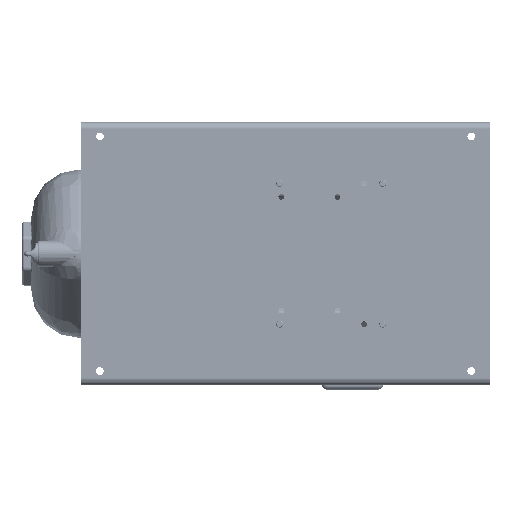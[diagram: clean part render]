
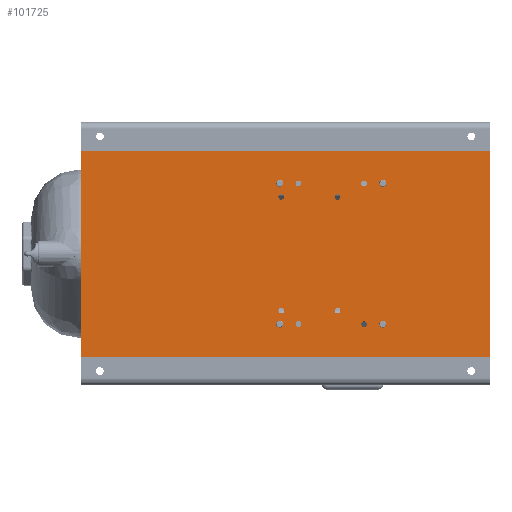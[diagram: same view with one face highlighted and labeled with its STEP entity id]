
A CAD part, front view. The second image highlights one B-rep face of the part: STEP entity #101725.
In plain terms, the highlighted planar face has unit normal (0, -1, 0).
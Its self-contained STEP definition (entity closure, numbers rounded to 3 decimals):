
#5115=FACE_BOUND('',#23298,.T.);
#5116=FACE_BOUND('',#23299,.T.);
#5117=FACE_BOUND('',#23300,.T.);
#5118=FACE_BOUND('',#23301,.T.);
#5119=FACE_BOUND('',#23302,.T.);
#5120=FACE_BOUND('',#23303,.T.);
#5121=FACE_BOUND('',#23304,.T.);
#5122=FACE_BOUND('',#23305,.T.);
#5123=FACE_BOUND('',#23306,.T.);
#5124=FACE_BOUND('',#23307,.T.);
#5125=FACE_BOUND('',#23308,.T.);
#5126=FACE_BOUND('',#23309,.T.);
#5127=FACE_BOUND('',#23310,.T.);
#5128=FACE_BOUND('',#23311,.T.);
#5129=FACE_BOUND('',#23312,.T.);
#5130=FACE_BOUND('',#23313,.T.);
#9383=CIRCLE('',#111553,0.205);
#9385=CIRCLE('',#111556,0.205);
#9389=CIRCLE('',#111562,0.205);
#9395=CIRCLE('',#111571,0.205);
#9490=CIRCLE('',#111734,0.154);
#9493=CIRCLE('',#111739,0.154);
#9496=CIRCLE('',#111744,0.154);
#9499=CIRCLE('',#111749,0.154);
#9502=CIRCLE('',#111754,0.154);
#9505=CIRCLE('',#111759,0.154);
#9508=CIRCLE('',#111764,0.154);
#9511=CIRCLE('',#111769,0.154);
#9514=CIRCLE('',#111774,0.154);
#9517=CIRCLE('',#111779,0.154);
#9520=CIRCLE('',#111784,0.154);
#9523=CIRCLE('',#111789,0.154);
#11690=PLANE('',#111821);
#17218=FACE_OUTER_BOUND('',#23297,.T.);
#23297=EDGE_LOOP('',(#94740,#94741,#94742,#94743));
#23298=EDGE_LOOP('',(#94744));
#23299=EDGE_LOOP('',(#94745));
#23300=EDGE_LOOP('',(#94746));
#23301=EDGE_LOOP('',(#94747));
#23302=EDGE_LOOP('',(#94748));
#23303=EDGE_LOOP('',(#94749));
#23304=EDGE_LOOP('',(#94750));
#23305=EDGE_LOOP('',(#94751));
#23306=EDGE_LOOP('',(#94752));
#23307=EDGE_LOOP('',(#94753));
#23308=EDGE_LOOP('',(#94754));
#23309=EDGE_LOOP('',(#94755));
#23310=EDGE_LOOP('',(#94756));
#23311=EDGE_LOOP('',(#94757));
#23312=EDGE_LOOP('',(#94758));
#23313=EDGE_LOOP('',(#94759));
#33014=LINE('',#240531,#39424);
#33038=LINE('',#240594,#39448);
#33039=LINE('',#240597,#39449);
#33040=LINE('',#240598,#39450);
#39424=VECTOR('',#136707,0.394);
#39448=VECTOR('',#136775,0.394);
#39449=VECTOR('',#136778,0.394);
#39450=VECTOR('',#136779,0.394);
#49140=VERTEX_POINT('',#239989);
#49142=VERTEX_POINT('',#239995);
#49146=VERTEX_POINT('',#240007);
#49152=VERTEX_POINT('',#240025);
#49263=VERTEX_POINT('',#240379);
#49266=VERTEX_POINT('',#240389);
#49269=VERTEX_POINT('',#240399);
#49272=VERTEX_POINT('',#240409);
#49275=VERTEX_POINT('',#240419);
#49278=VERTEX_POINT('',#240429);
#49281=VERTEX_POINT('',#240439);
#49284=VERTEX_POINT('',#240449);
#49287=VERTEX_POINT('',#240459);
#49290=VERTEX_POINT('',#240469);
#49293=VERTEX_POINT('',#240479);
#49296=VERTEX_POINT('',#240489);
#49313=VERTEX_POINT('',#240528);
#49314=VERTEX_POINT('',#240530);
#49331=VERTEX_POINT('',#240592);
#49332=VERTEX_POINT('',#240596);
#64191=EDGE_CURVE('',#49140,#49140,#9383,.T.);
#64194=EDGE_CURVE('',#49142,#49142,#9385,.T.);
#64200=EDGE_CURVE('',#49146,#49146,#9389,.T.);
#64209=EDGE_CURVE('',#49152,#49152,#9395,.T.);
#64384=EDGE_CURVE('',#49263,#49263,#9490,.T.);
#64389=EDGE_CURVE('',#49266,#49266,#9493,.T.);
#64394=EDGE_CURVE('',#49269,#49269,#9496,.T.);
#64399=EDGE_CURVE('',#49272,#49272,#9499,.T.);
#64404=EDGE_CURVE('',#49275,#49275,#9502,.T.);
#64409=EDGE_CURVE('',#49278,#49278,#9505,.T.);
#64414=EDGE_CURVE('',#49281,#49281,#9508,.T.);
#64419=EDGE_CURVE('',#49284,#49284,#9511,.T.);
#64424=EDGE_CURVE('',#49287,#49287,#9514,.T.);
#64429=EDGE_CURVE('',#49290,#49290,#9517,.T.);
#64434=EDGE_CURVE('',#49293,#49293,#9520,.T.);
#64439=EDGE_CURVE('',#49296,#49296,#9523,.T.);
#64458=EDGE_CURVE('',#49314,#49313,#33014,.T.);
#64490=EDGE_CURVE('',#49331,#49313,#33038,.T.);
#64491=EDGE_CURVE('',#49331,#49332,#33039,.T.);
#64492=EDGE_CURVE('',#49332,#49314,#33040,.T.);
#94740=ORIENTED_EDGE('',*,*,#64491,.T.);
#94741=ORIENTED_EDGE('',*,*,#64492,.T.);
#94742=ORIENTED_EDGE('',*,*,#64458,.T.);
#94743=ORIENTED_EDGE('',*,*,#64490,.F.);
#94744=ORIENTED_EDGE('',*,*,#64191,.T.);
#94745=ORIENTED_EDGE('',*,*,#64194,.T.);
#94746=ORIENTED_EDGE('',*,*,#64200,.T.);
#94747=ORIENTED_EDGE('',*,*,#64209,.T.);
#94748=ORIENTED_EDGE('',*,*,#64409,.T.);
#94749=ORIENTED_EDGE('',*,*,#64399,.T.);
#94750=ORIENTED_EDGE('',*,*,#64389,.T.);
#94751=ORIENTED_EDGE('',*,*,#64429,.T.);
#94752=ORIENTED_EDGE('',*,*,#64419,.T.);
#94753=ORIENTED_EDGE('',*,*,#64414,.T.);
#94754=ORIENTED_EDGE('',*,*,#64384,.T.);
#94755=ORIENTED_EDGE('',*,*,#64394,.T.);
#94756=ORIENTED_EDGE('',*,*,#64404,.T.);
#94757=ORIENTED_EDGE('',*,*,#64439,.T.);
#94758=ORIENTED_EDGE('',*,*,#64424,.T.);
#94759=ORIENTED_EDGE('',*,*,#64434,.T.);
#101725=ADVANCED_FACE('',(#17218,#5115,#5116,#5117,#5118,#5119,#5120,#5121,
#5122,#5123,#5124,#5125,#5126,#5127,#5128,#5129,#5130),#11690,.T.);
#111553=AXIS2_PLACEMENT_3D('',#239991,#136095,#136096);
#111556=AXIS2_PLACEMENT_3D('',#239997,#136102,#136103);
#111562=AXIS2_PLACEMENT_3D('',#240009,#136116,#136117);
#111571=AXIS2_PLACEMENT_3D('',#240027,#136137,#136138);
#111734=AXIS2_PLACEMENT_3D('',#240381,#136543,#136544);
#111739=AXIS2_PLACEMENT_3D('',#240391,#136555,#136556);
#111744=AXIS2_PLACEMENT_3D('',#240401,#136567,#136568);
#111749=AXIS2_PLACEMENT_3D('',#240411,#136579,#136580);
#111754=AXIS2_PLACEMENT_3D('',#240421,#136591,#136592);
#111759=AXIS2_PLACEMENT_3D('',#240431,#136603,#136604);
#111764=AXIS2_PLACEMENT_3D('',#240441,#136615,#136616);
#111769=AXIS2_PLACEMENT_3D('',#240451,#136627,#136628);
#111774=AXIS2_PLACEMENT_3D('',#240461,#136639,#136640);
#111779=AXIS2_PLACEMENT_3D('',#240471,#136651,#136652);
#111784=AXIS2_PLACEMENT_3D('',#240481,#136663,#136664);
#111789=AXIS2_PLACEMENT_3D('',#240491,#136675,#136676);
#111821=AXIS2_PLACEMENT_3D('',#240595,#136776,#136777);
#136095=DIRECTION('center_axis',(0.,1.,0.));
#136096=DIRECTION('ref_axis',(-1.,0.,0.));
#136102=DIRECTION('center_axis',(0.,1.,0.));
#136103=DIRECTION('ref_axis',(-1.,0.,0.));
#136116=DIRECTION('center_axis',(0.,1.,0.));
#136117=DIRECTION('ref_axis',(-1.,0.,0.));
#136137=DIRECTION('center_axis',(0.,1.,0.));
#136138=DIRECTION('ref_axis',(-1.,0.,0.));
#136543=DIRECTION('center_axis',(0.,1.,0.));
#136544=DIRECTION('ref_axis',(1.,0.,0.));
#136555=DIRECTION('center_axis',(0.,1.,0.));
#136556=DIRECTION('ref_axis',(1.,0.,0.));
#136567=DIRECTION('center_axis',(0.,1.,0.));
#136568=DIRECTION('ref_axis',(1.,0.,0.));
#136579=DIRECTION('center_axis',(0.,1.,0.));
#136580=DIRECTION('ref_axis',(1.,0.,0.));
#136591=DIRECTION('center_axis',(0.,1.,0.));
#136592=DIRECTION('ref_axis',(1.,0.,0.));
#136603=DIRECTION('center_axis',(0.,1.,0.));
#136604=DIRECTION('ref_axis',(1.,0.,0.));
#136615=DIRECTION('center_axis',(0.,1.,0.));
#136616=DIRECTION('ref_axis',(1.,0.,0.));
#136627=DIRECTION('center_axis',(0.,1.,0.));
#136628=DIRECTION('ref_axis',(1.,0.,0.));
#136639=DIRECTION('center_axis',(0.,1.,0.));
#136640=DIRECTION('ref_axis',(1.,0.,0.));
#136651=DIRECTION('center_axis',(0.,1.,0.));
#136652=DIRECTION('ref_axis',(1.,0.,0.));
#136663=DIRECTION('center_axis',(0.,1.,0.));
#136664=DIRECTION('ref_axis',(1.,0.,0.));
#136675=DIRECTION('center_axis',(0.,1.,0.));
#136676=DIRECTION('ref_axis',(1.,0.,0.));
#136707=DIRECTION('',(1.,0.,0.));
#136775=DIRECTION('',(0.,0.,-1.));
#136776=DIRECTION('center_axis',(0.,-1.,0.));
#136777=DIRECTION('ref_axis',(0.,0.,-1.));
#136778=DIRECTION('',(-1.,0.,0.));
#136779=DIRECTION('',(0.,0.,-1.));
#239989=CARTESIAN_POINT('',(-6.045,-0.179,9.895));
#239991=CARTESIAN_POINT('Origin',(-6.25,-0.179,9.895));
#239995=CARTESIAN_POINT('',(6.455,-0.179,9.895));
#239997=CARTESIAN_POINT('Origin',(6.25,-0.179,9.895));
#240007=CARTESIAN_POINT('',(6.455,-0.179,-9.895));
#240009=CARTESIAN_POINT('Origin',(6.25,-0.179,-9.895));
#240025=CARTESIAN_POINT('',(-6.045,-0.179,-9.895));
#240027=CARTESIAN_POINT('Origin',(-6.25,-0.179,-9.895));
#240379=CARTESIAN_POINT('',(3.597,-0.179,-5.185));
#240381=CARTESIAN_POINT('Origin',(3.75,-0.179,-5.185));
#240389=CARTESIAN_POINT('',(2.878,-0.179,0.225));
#240391=CARTESIAN_POINT('Origin',(3.031,-0.179,0.225));
#240399=CARTESIAN_POINT('',(3.597,-0.179,-4.185));
#240401=CARTESIAN_POINT('Origin',(3.75,-0.179,-4.185));
#240409=CARTESIAN_POINT('',(3.597,-0.179,-0.685));
#240411=CARTESIAN_POINT('Origin',(3.75,-0.179,-0.685));
#240419=CARTESIAN_POINT('',(3.597,-0.179,0.315));
#240421=CARTESIAN_POINT('Origin',(3.75,-0.179,0.315));
#240429=CARTESIAN_POINT('',(2.878,-0.179,-2.775));
#240431=CARTESIAN_POINT('Origin',(3.031,-0.179,-2.775));
#240439=CARTESIAN_POINT('',(-3.904,-0.179,-0.685));
#240441=CARTESIAN_POINT('Origin',(-3.75,-0.179,-0.685));
#240449=CARTESIAN_POINT('',(-3.185,-0.179,0.225));
#240451=CARTESIAN_POINT('Origin',(-3.031,-0.179,0.225));
#240459=CARTESIAN_POINT('',(-3.904,-0.179,-4.185));
#240461=CARTESIAN_POINT('Origin',(-3.75,-0.179,-4.185));
#240469=CARTESIAN_POINT('',(-3.185,-0.179,-2.775));
#240471=CARTESIAN_POINT('Origin',(-3.031,-0.179,-2.775));
#240479=CARTESIAN_POINT('',(-3.904,-0.179,0.315));
#240481=CARTESIAN_POINT('Origin',(-3.75,-0.179,0.315));
#240489=CARTESIAN_POINT('',(-3.904,-0.179,-5.185));
#240491=CARTESIAN_POINT('Origin',(-3.75,-0.179,-5.185));
#240528=CARTESIAN_POINT('',(6.641,-0.179,-10.895));
#240530=CARTESIAN_POINT('',(-6.641,-0.179,-10.895));
#240531=CARTESIAN_POINT('',(6.641,-0.179,-10.895));
#240592=CARTESIAN_POINT('',(6.641,-0.179,10.895));
#240594=CARTESIAN_POINT('',(6.641,-0.179,0.));
#240595=CARTESIAN_POINT('Origin',(6.641,-0.179,0.));
#240596=CARTESIAN_POINT('',(-6.641,-0.179,10.895));
#240597=CARTESIAN_POINT('',(6.641,-0.179,10.895));
#240598=CARTESIAN_POINT('',(-6.641,-0.179,0.));
